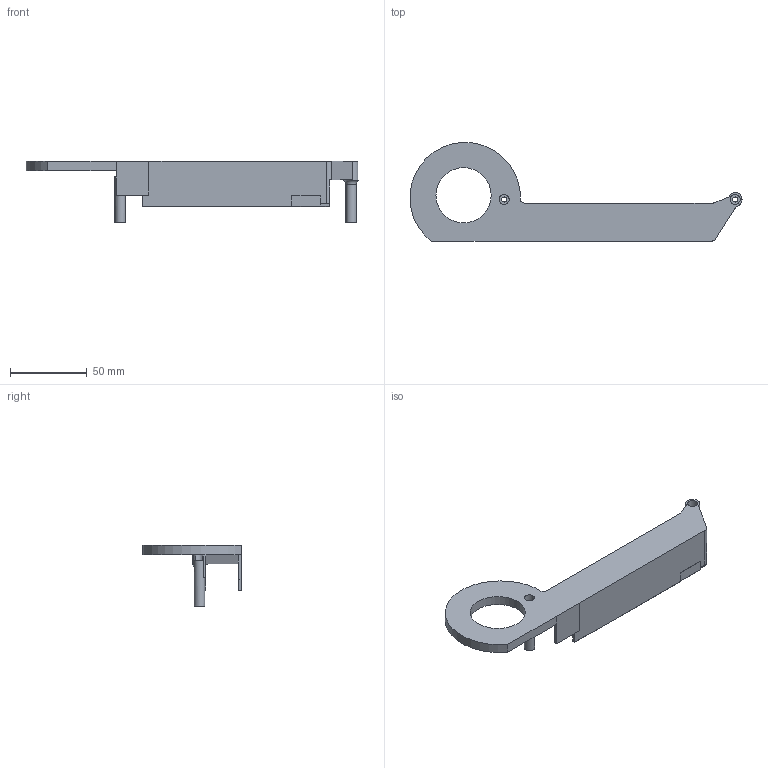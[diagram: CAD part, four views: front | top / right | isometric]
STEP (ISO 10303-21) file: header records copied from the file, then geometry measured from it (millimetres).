
FILE_DESCRIPTION(/* description */ (''),/* implementation_level */ '2;1');
FILE_NAME(/* name */ 'Cooling_Tunnel_BTT_Octopus v1.step',/* time_stamp */ '2021-10-26T11:47:34+02:00',/* author */ (''),/* organization */ (''),/* preprocessor_version */ 'ST-DEVELOPER v18.1',/* originating_system */ 'Autodesk Translation Framework v10.10.0.1391',/* authorisation */ '');
FILE_SCHEMA (('AUTOMOTIVE_DESIGN { 1 0 10303 214 3 1 1 }'));
Length unit declared in the file: millimetre
Products named in the file (1): Cooling_Tunnel_My_SKR-Pro_Box
Bounding box: 216.33 x 64.44 x 40 mm (x, y, z)
Volume: 61477.9 mm3; surface area: 31097.4 mm2
Topology: 1 solids, 1 shells, 82 faces, 216 edges, 139 vertices
Faces by surface type: plane 49, cylinder 25, torus 4, sphere 2, bspline 2
Full cylindrical faces by diameter (mm): 3.3 x2, 3.4 x2, 4.7 x2, 6.5 x2, 6.8 x2, 36 x1
Entity records: 2621 total; most frequent: CARTESIAN_POINT 511, DIRECTION 440, ORIENTED_EDGE 432, EDGE_CURVE 216, AXIS2_PLACEMENT_3D 152, VERTEX_POINT 139, LINE 136, VECTOR 136
